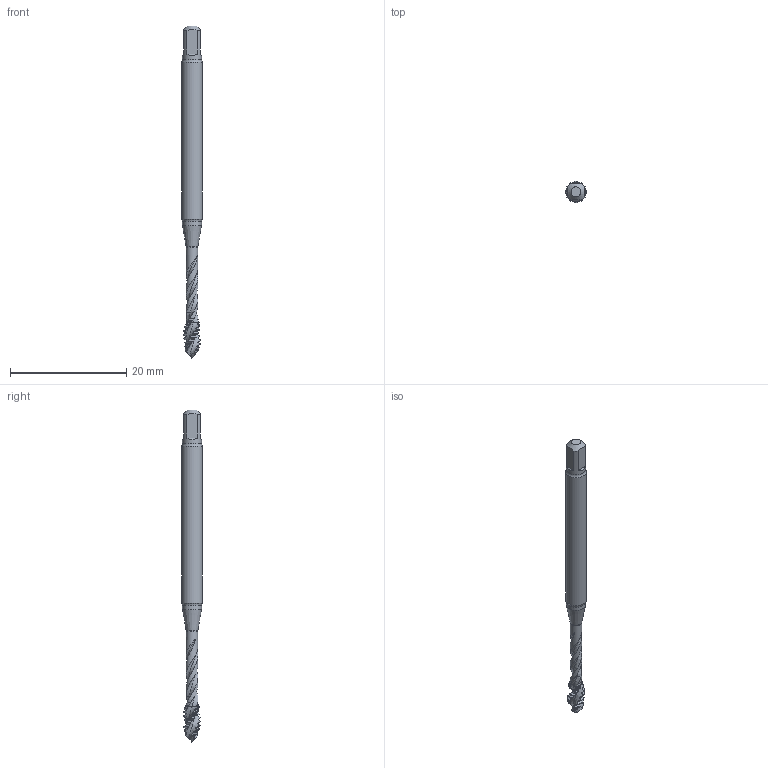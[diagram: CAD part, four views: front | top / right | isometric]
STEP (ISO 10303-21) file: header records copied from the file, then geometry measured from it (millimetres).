
FILE_DESCRIPTION(/* description */ (''),/* implementation_level */ '2;1');
FILE_NAME(/* name */ 'T32-R40N08C93-4-40-21R_Detailed.stp',/* time_stamp */ '2024-07-09T09:05:17+06:00',/* author */ (''),/* organization */ (''),/* preprocessor_version */ 'ST-DEVELOPER v18.102',/* originating_system */ 'SIEMENS PLM Software NX2206.8101',/* authorisation */ '');
FILE_SCHEMA (('AUTOMOTIVE_DESIGN { 1 0 10303 214 3 1 1 1 }'));
Length unit declared in the file: millimetre
Products named in the file (1): T32-R40N08C93-4-40-21R_Detailed_stp_objects
Bounding box: 3.58 x 3.58 x 57.05 mm (x, y, z)
Volume: 388.3 mm3; surface area: 557.2 mm2
Topology: 2 solids, 2 shells, 152 faces, 438 edges, 294 vertices
Faces by surface type: cone 66, torus 33, bspline 23, cylinder 18, plane 12
Full cylindrical faces by diameter (mm): 1.999 x1, 3.281 x1, 3.3 x1, 3.581 x1
Entity records: 10604 total; most frequent: CARTESIAN_POINT 7476, ORIENTED_EDGE 824, EDGE_CURVE 412, B_SPLINE_CURVE_WITH_KNOTS 371, DIRECTION 332, VERTEX_POINT 276, AXIS2_PLACEMENT_3D 160, EDGE_LOOP 158
